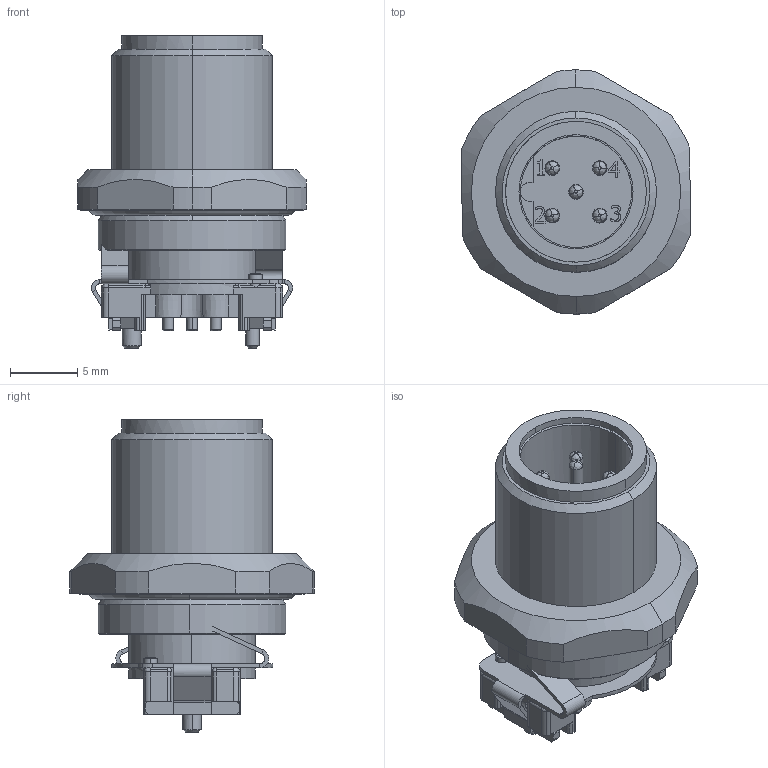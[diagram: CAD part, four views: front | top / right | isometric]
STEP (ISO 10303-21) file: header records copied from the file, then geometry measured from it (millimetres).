
FILE_DESCRIPTION(('CATIA V5R24 STEP','CAx-IF Rec.Pracs.--- Model Styling and Organization---1.2---2011-12-15'),'2;1');
FILE_NAME ('D1461922_0_2423830000_2423830000.stp','2017-05-16T12:09:54+00:00',('none'),('Weidmueller'),'CATIA Version 5-6 Release 2014 SP4 HF52','CATIA V5 STEP AP214','none');
FILE_SCHEMA(('AUTOMOTIVE_DESIGN { 1 0 10303 214 1 1 1 1 }'));
Length unit declared in the file: millimetre
Products named in the file (1): 2423830000
Bounding box: 17.01 x 18.2 x 23.3 mm (x, y, z)
Volume: 2194.8 mm3; surface area: 3571.9 mm2
Topology: 5 solids, 5 shells, 676 faces, 1835 edges, 1194 vertices
Faces by surface type: plane 276, cylinder 242, bspline 65, cone 32, extrusion 29, torus 28, sphere 4
Entity records: 22680 total; most frequent: CARTESIAN_POINT 6914, ORIENTED_EDGE 3662, DIRECTION 2520, EDGE_CURVE 1831, VERTEX_POINT 1194, AXIS2_PLACEMENT_3D 1061, VECTOR 923, LINE 894
